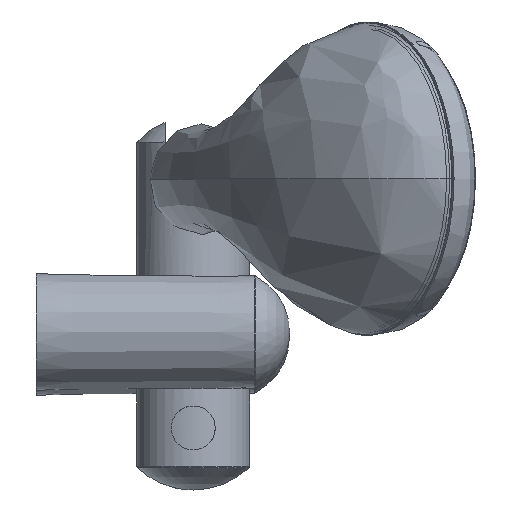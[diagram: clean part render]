
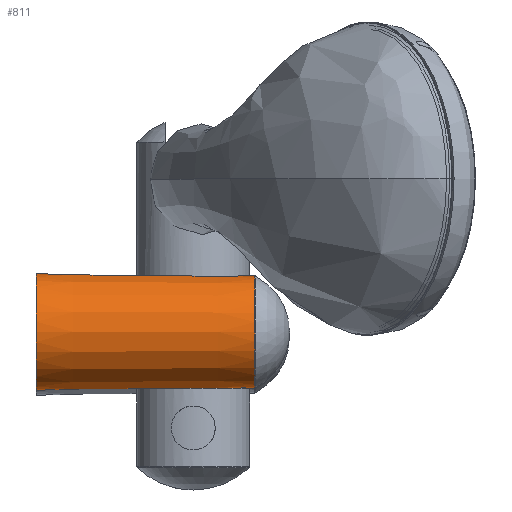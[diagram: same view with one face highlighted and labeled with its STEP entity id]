
A CAD part, top view. The second image highlights one B-rep face of the part: STEP entity #811.
In plain terms, the highlighted conical face has half-angle 0.573 degrees and reference radius 18.607 mm.
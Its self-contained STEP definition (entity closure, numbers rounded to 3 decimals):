
#37=CONICAL_SURFACE('',#1138,18.607,0.01);
#280=ORIENTED_EDGE('',*,*,#392,.F.);
#281=ORIENTED_EDGE('',*,*,#391,.T.);
#391=EDGE_CURVE('',#474,#474,#534,.T.);
#392=EDGE_CURVE('',#475,#475,#535,.T.);
#474=VERTEX_POINT('',#1724);
#475=VERTEX_POINT('',#1727);
#534=CIRCLE('',#1137,18.607);
#535=CIRCLE('',#1139,17.911);
#618=EDGE_LOOP('',(#280));
#619=EDGE_LOOP('',(#281));
#720=FACE_BOUND('',#618,.T.);
#721=FACE_BOUND('',#619,.T.);
#811=ADVANCED_FACE('',(#720,#721),#37,.T.);
#1137=AXIS2_PLACEMENT_3D('',#1723,#1326,#1327);
#1138=AXIS2_PLACEMENT_3D('',#1725,#1328,#1329);
#1139=AXIS2_PLACEMENT_3D('',#1726,#1330,#1331);
#1326=DIRECTION('',(1.,0.,0.));
#1327=DIRECTION('',(0.,0.,1.));
#1328=DIRECTION('',(-1.,0.,0.));
#1329=DIRECTION('',(0.,0.,-1.));
#1330=DIRECTION('',(1.,0.,0.));
#1331=DIRECTION('',(0.,0.,1.));
#1723=CARTESIAN_POINT('',(0.,0.,920.204));
#1724=CARTESIAN_POINT('',(0.,0.,938.811));
#1725=CARTESIAN_POINT('',(0.,0.,920.204));
#1726=CARTESIAN_POINT('',(69.561,0.,920.204));
#1727=CARTESIAN_POINT('',(69.561,0.,938.115));
